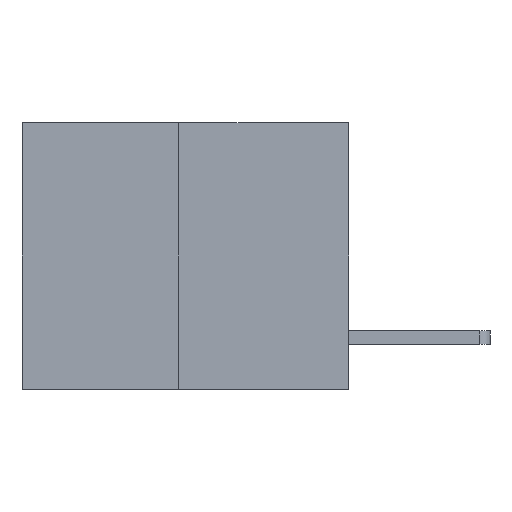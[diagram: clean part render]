
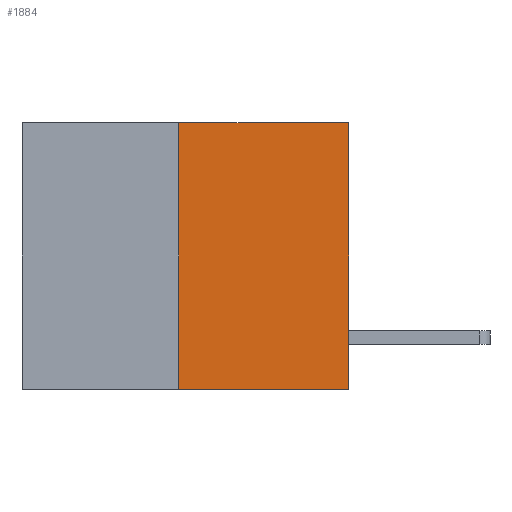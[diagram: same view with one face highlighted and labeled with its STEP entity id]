
A CAD part, left-side view. The second image highlights one B-rep face of the part: STEP entity #1884.
In plain terms, the highlighted planar face has unit normal (-1, 0, 0).
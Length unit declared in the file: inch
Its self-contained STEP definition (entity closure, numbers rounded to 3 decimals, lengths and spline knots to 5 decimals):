
#164 = VERTEX_POINT ( 'NONE', #2093 ) ;
#204 = CARTESIAN_POINT ( 'NONE',  ( 0., 0.312, -0.49 ) ) ;
#426 = DIRECTION ( 'NONE',  ( 0., -1., 0. ) ) ;
#441 = ORIENTED_EDGE ( 'NONE', *, *, #8113, .T. ) ;
#1058 = EDGE_LOOP ( 'NONE', ( #1650, #441, #3447, #8062 ) ) ;
#1224 = DIRECTION ( 'NONE',  ( 0., 0., -1. ) ) ;
#1268 = LINE ( 'NONE', #7998, #3115 ) ;
#1590 = AXIS2_PLACEMENT_3D ( 'NONE', #8827, #2539, #1224 ) ;
#1650 = ORIENTED_EDGE ( 'NONE', *, *, #3947, .F. ) ;
#1812 = LINE ( 'NONE', #7923, #8434 ) ;
#1884 = ADVANCED_FACE ( 'NONE', ( #2468 ), #2663, .F. ) ;
#2093 = CARTESIAN_POINT ( 'NONE',  ( 0., 0., -0.49 ) ) ;
#2468 = FACE_OUTER_BOUND ( 'NONE', #1058, .T. ) ;
#2539 = DIRECTION ( 'NONE',  ( 1., 0., 0. ) ) ;
#2663 = PLANE ( 'NONE',  #1590 ) ;
#3010 = EDGE_CURVE ( 'NONE', #4535, #5156, #1268, .T. ) ;
#3115 = VECTOR ( 'NONE', #7424, 39.37008 ) ;
#3447 = ORIENTED_EDGE ( 'NONE', *, *, #5456, .T. ) ;
#3513 = LINE ( 'NONE', #5006, #4479 ) ;
#3947 = EDGE_CURVE ( 'NONE', #7489, #4535, #3513, .T. ) ;
#4479 = VECTOR ( 'NONE', #4884, 39.37008 ) ;
#4535 = VERTEX_POINT ( 'NONE', #7730 ) ;
#4594 = CARTESIAN_POINT ( 'NONE',  ( 0., 0., 0. ) ) ;
#4764 = DIRECTION ( 'NONE',  ( 0., 0., 1. ) ) ;
#4884 = DIRECTION ( 'NONE',  ( 0., 0., 1. ) ) ;
#5006 = CARTESIAN_POINT ( 'NONE',  ( 0., 0.312, -0.49 ) ) ;
#5156 = VERTEX_POINT ( 'NONE', #4594 ) ;
#5456 = EDGE_CURVE ( 'NONE', #164, #5156, #6955, .T. ) ;
#6632 = VECTOR ( 'NONE', #4764, 39.37008 ) ;
#6866 = CARTESIAN_POINT ( 'NONE',  ( 0., 0., 0. ) ) ;
#6955 = LINE ( 'NONE', #6866, #6632 ) ;
#7424 = DIRECTION ( 'NONE',  ( 0., -1., 0. ) ) ;
#7489 = VERTEX_POINT ( 'NONE', #204 ) ;
#7730 = CARTESIAN_POINT ( 'NONE',  ( 0., 0.312, 0. ) ) ;
#7923 = CARTESIAN_POINT ( 'NONE',  ( 0., 0.6, -0.49 ) ) ;
#7998 = CARTESIAN_POINT ( 'NONE',  ( 0., 0.6, 0. ) ) ;
#8062 = ORIENTED_EDGE ( 'NONE', *, *, #3010, .F. ) ;
#8113 = EDGE_CURVE ( 'NONE', #7489, #164, #1812, .T. ) ;
#8434 = VECTOR ( 'NONE', #426, 39.37008 ) ;
#8827 = CARTESIAN_POINT ( 'NONE',  ( 0., 0.6, 0. ) ) ;
